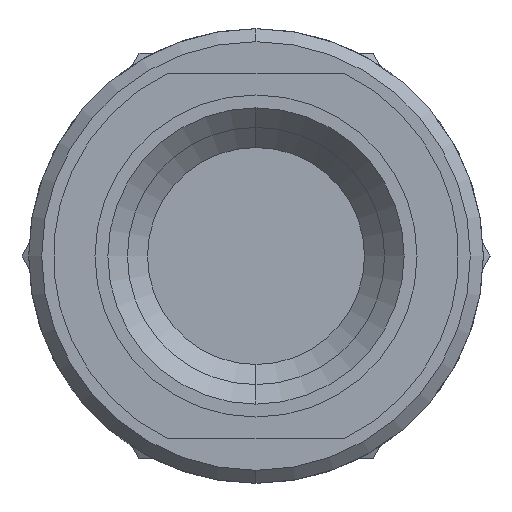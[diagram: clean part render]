
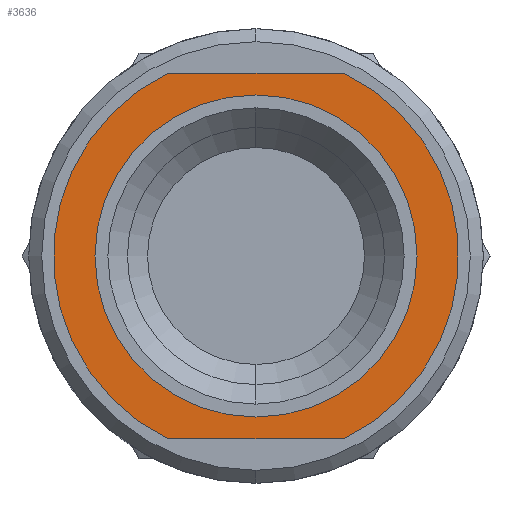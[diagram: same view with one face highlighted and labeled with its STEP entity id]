
A CAD part, left-side view. The second image highlights one B-rep face of the part: STEP entity #3636.
In plain terms, the highlighted planar face has unit normal (-1, 0, 0).
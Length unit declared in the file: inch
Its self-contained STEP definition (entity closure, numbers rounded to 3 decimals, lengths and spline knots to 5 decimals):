
#25 = EDGE_CURVE ( 'NONE', #3273, #53, #849, .T. ) ;
#53 = VERTEX_POINT ( 'NONE', #3381 ) ;
#84 = EDGE_LOOP ( 'NONE', ( #2468, #3547, #1177, #486 ) ) ;
#149 = DIRECTION ( 'NONE',  ( 0., 0., -1. ) ) ;
#312 = VECTOR ( 'NONE', #3071, 39.37008 ) ;
#374 = EDGE_CURVE ( 'NONE', #3273, #2117, #3238, .T. ) ;
#450 = AXIS2_PLACEMENT_3D ( 'NONE', #3637, #3305, #1072 ) ;
#486 = ORIENTED_EDGE ( 'NONE', *, *, #374, .F. ) ;
#491 = DIRECTION ( 'NONE',  ( 1., 0., 0. ) ) ;
#556 = CARTESIAN_POINT ( 'NONE',  ( -0.778, -0.06779, 0.1405 ) ) ;
#756 = VERTEX_POINT ( 'NONE', #1621 ) ;
#829 = DIRECTION ( 'NONE',  ( 0., 0., -1. ) ) ;
#849 = CIRCLE ( 'NONE', #904, 0.156 ) ;
#854 = CARTESIAN_POINT ( 'NONE',  ( -0.778, 0., -0.124 ) ) ;
#857 = EDGE_CURVE ( 'NONE', #1252, #756, #1791, .T. ) ;
#904 = AXIS2_PLACEMENT_3D ( 'NONE', #3092, #2771, #2230 ) ;
#966 = EDGE_CURVE ( 'NONE', #756, #1252, #1746, .T. ) ;
#1043 = CARTESIAN_POINT ( 'NONE',  ( -0.778, 0.06779, 0.1405 ) ) ;
#1072 = DIRECTION ( 'NONE',  ( 0., 0., -1. ) ) ;
#1078 = EDGE_CURVE ( 'NONE', #3566, #53, #2879, .T. ) ;
#1177 = ORIENTED_EDGE ( 'NONE', *, *, #3256, .T. ) ;
#1212 = AXIS2_PLACEMENT_3D ( 'NONE', #2181, #491, #2455 ) ;
#1252 = VERTEX_POINT ( 'NONE', #854 ) ;
#1264 = CARTESIAN_POINT ( 'NONE',  ( -0.778, 0., 0. ) ) ;
#1383 = AXIS2_PLACEMENT_3D ( 'NONE', #3031, #3638, #829 ) ;
#1621 = CARTESIAN_POINT ( 'NONE',  ( -0.778, 0., 0.124 ) ) ;
#1693 = DIRECTION ( 'NONE',  ( 0., 1., 0. ) ) ;
#1704 = EDGE_LOOP ( 'NONE', ( #3439, #2646 ) ) ;
#1746 = CIRCLE ( 'NONE', #450, 0.124 ) ;
#1791 = CIRCLE ( 'NONE', #3336, 0.124 ) ;
#2117 = VERTEX_POINT ( 'NONE', #3006 ) ;
#2181 = CARTESIAN_POINT ( 'NONE',  ( -0.778, -0.156, 0. ) ) ;
#2199 = CIRCLE ( 'NONE', #1383, 0.156 ) ;
#2230 = DIRECTION ( 'NONE',  ( 0., 0., -1. ) ) ;
#2354 = VECTOR ( 'NONE', #1693, 39.37008 ) ;
#2382 = FACE_BOUND ( 'NONE', #1704, .T. ) ;
#2455 = DIRECTION ( 'NONE',  ( 0., 0., 1. ) ) ;
#2468 = ORIENTED_EDGE ( 'NONE', *, *, #25, .T. ) ;
#2646 = ORIENTED_EDGE ( 'NONE', *, *, #966, .F. ) ;
#2771 = DIRECTION ( 'NONE',  ( -1., 0., 0. ) ) ;
#2879 = LINE ( 'NONE', #556, #312 ) ;
#3006 = CARTESIAN_POINT ( 'NONE',  ( -0.778, 0.06779, -0.1405 ) ) ;
#3031 = CARTESIAN_POINT ( 'NONE',  ( -0.778, 0., 0. ) ) ;
#3071 = DIRECTION ( 'NONE',  ( 0., -1., 0. ) ) ;
#3092 = CARTESIAN_POINT ( 'NONE',  ( -0.778, 0., 0. ) ) ;
#3234 = DIRECTION ( 'NONE',  ( -1., 0., 0. ) ) ;
#3238 = LINE ( 'NONE', #3649, #2354 ) ;
#3256 = EDGE_CURVE ( 'NONE', #3566, #2117, #2199, .T. ) ;
#3273 = VERTEX_POINT ( 'NONE', #3366 ) ;
#3305 = DIRECTION ( 'NONE',  ( -1., 0., 0. ) ) ;
#3336 = AXIS2_PLACEMENT_3D ( 'NONE', #1264, #3234, #149 ) ;
#3366 = CARTESIAN_POINT ( 'NONE',  ( -0.778, -0.06779, -0.1405 ) ) ;
#3381 = CARTESIAN_POINT ( 'NONE',  ( -0.778, -0.06779, 0.1405 ) ) ;
#3439 = ORIENTED_EDGE ( 'NONE', *, *, #857, .F. ) ;
#3547 = ORIENTED_EDGE ( 'NONE', *, *, #1078, .F. ) ;
#3566 = VERTEX_POINT ( 'NONE', #1043 ) ;
#3571 = FACE_OUTER_BOUND ( 'NONE', #84, .T. ) ;
#3590 = PLANE ( 'NONE',  #1212 ) ;
#3636 = ADVANCED_FACE ( 'NONE', ( #2382, #3571 ), #3590, .F. ) ;
#3637 = CARTESIAN_POINT ( 'NONE',  ( -0.778, 0., 0. ) ) ;
#3638 = DIRECTION ( 'NONE',  ( -1., 0., 0. ) ) ;
#3649 = CARTESIAN_POINT ( 'NONE',  ( -0.778, -0.06779, -0.1405 ) ) ;
